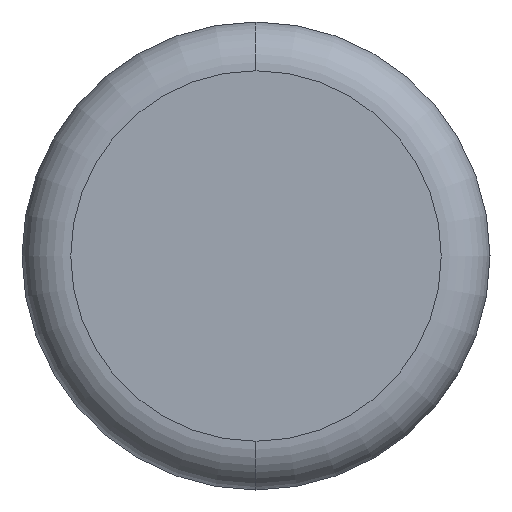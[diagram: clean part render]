
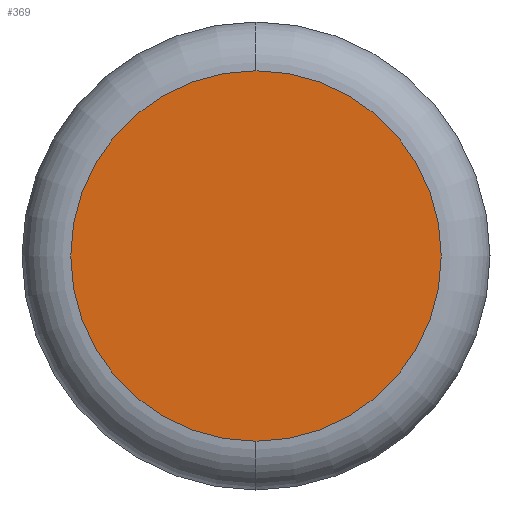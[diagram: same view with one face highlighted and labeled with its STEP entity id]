
A CAD part, left-side view. The second image highlights one B-rep face of the part: STEP entity #369.
In plain terms, the highlighted planar face has unit normal (-1, 0, 0).
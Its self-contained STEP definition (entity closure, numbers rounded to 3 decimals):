
#77 = AXIS2_PLACEMENT_3D ( 'NONE', #991, #979, #288 ) ;
#116 = VERTEX_POINT ( 'NONE', #758 ) ;
#119 = EDGE_CURVE ( 'NONE', #330, #116, #155, .T. ) ;
#155 = CIRCLE ( 'NONE', #722, 9.5 ) ;
#173 = DIRECTION ( 'NONE',  ( 0., 0., -1. ) ) ;
#241 = CARTESIAN_POINT ( 'NONE',  ( 0., 0., 0. ) ) ;
#244 = ORIENTED_EDGE ( 'NONE', *, *, #119, .F. ) ;
#265 = CARTESIAN_POINT ( 'NONE',  ( 0., 0., -9.5 ) ) ;
#288 = DIRECTION ( 'NONE',  ( 0., 0., 1. ) ) ;
#328 = AXIS2_PLACEMENT_3D ( 'NONE', #738, #743, #584 ) ;
#330 = VERTEX_POINT ( 'NONE', #265 ) ;
#369 = ADVANCED_FACE ( 'NONE', ( #852 ), #985, .T. ) ;
#390 = EDGE_LOOP ( 'NONE', ( #244, #714 ) ) ;
#472 = DIRECTION ( 'NONE',  ( 1., 0., 0. ) ) ;
#584 = DIRECTION ( 'NONE',  ( 0., 0., -1. ) ) ;
#627 = CIRCLE ( 'NONE', #328, 9.5 ) ;
#714 = ORIENTED_EDGE ( 'NONE', *, *, #763, .F. ) ;
#722 = AXIS2_PLACEMENT_3D ( 'NONE', #241, #472, #173 ) ;
#738 = CARTESIAN_POINT ( 'NONE',  ( 0., 0., 0. ) ) ;
#743 = DIRECTION ( 'NONE',  ( 1., 0., 0. ) ) ;
#758 = CARTESIAN_POINT ( 'NONE',  ( 0., 0., 9.5 ) ) ;
#763 = EDGE_CURVE ( 'NONE', #116, #330, #627, .T. ) ;
#852 = FACE_OUTER_BOUND ( 'NONE', #390, .T. ) ;
#979 = DIRECTION ( 'NONE',  ( -1., 0., 0. ) ) ;
#985 = PLANE ( 'NONE',  #77 ) ;
#991 = CARTESIAN_POINT ( 'NONE',  ( 0., 9.5, 0. ) ) ;
